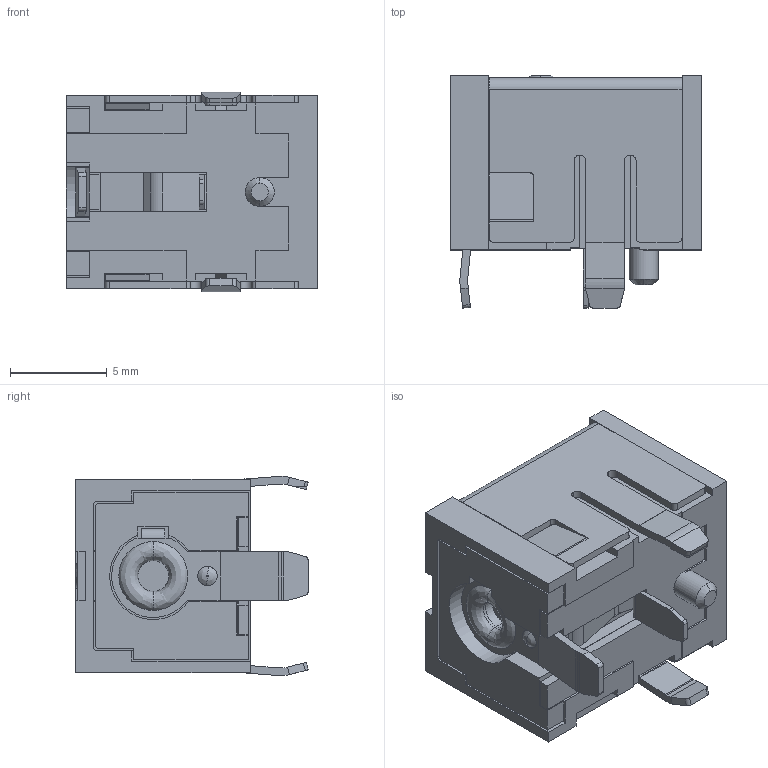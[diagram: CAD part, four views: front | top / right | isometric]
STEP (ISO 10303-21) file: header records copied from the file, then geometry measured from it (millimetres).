
FILE_DESCRIPTION (( 'STEP AP214' ), '1' );
FILE_NAME ('PJ-063AH.STEP', '2025-03-12T19:56:31', ( '' ), ( '' ), 'SwSTEP 2.0', 'SolidWorks 2021', '' );
FILE_SCHEMA (( 'AUTOMOTIVE_DESIGN' ));
Length unit declared in the file: millimetre
Products named in the file (1): PJ-063AH
Bounding box: 13 x 12 x 10.3 mm (x, y, z)
Volume: 647.8 mm3; surface area: 2453.9 mm2
Topology: 12 solids, 12 shells, 605 faces, 1749 edges, 1155 vertices
Faces by surface type: plane 399, cylinder 163, bspline 41, cone 2
Entity records: 20950 total; most frequent: CARTESIAN_POINT 4858, ORIENTED_EDGE 3490, DIRECTION 3182, EDGE_CURVE 1745, VECTOR 1272, LINE 1272, VERTEX_POINT 1155, AXIS2_PLACEMENT_3D 955
